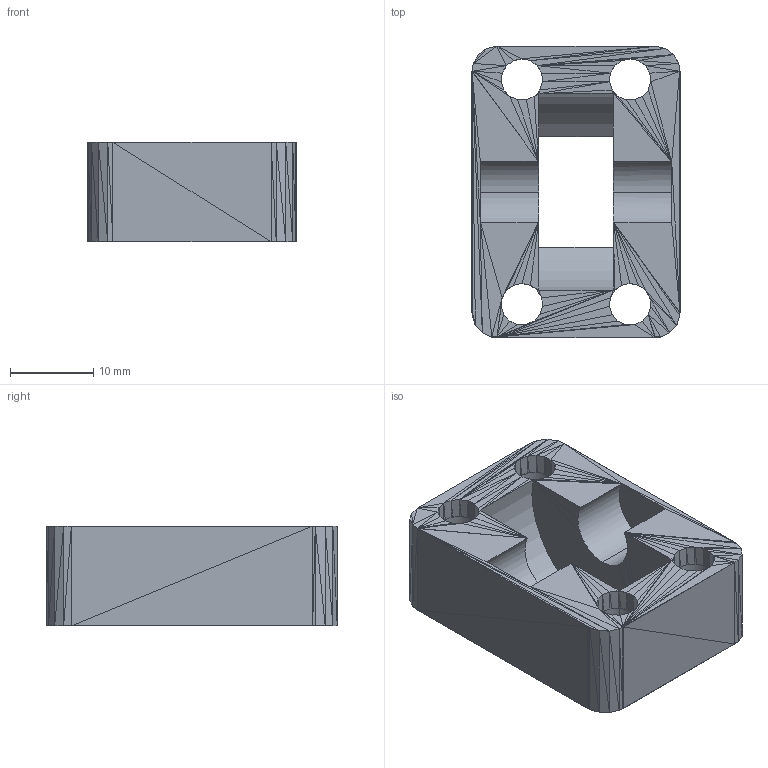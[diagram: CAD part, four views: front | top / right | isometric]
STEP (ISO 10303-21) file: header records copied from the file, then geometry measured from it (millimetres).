
FILE_DESCRIPTION (( 'STEP AP214' ), '1' );
FILE_NAME ('wade-tension-plate.STEP', '2012-06-16T17:27:08', ( '' ), ( '' ), 'SwSTEP 2.0', 'SolidWorks 2011', '' );
FILE_SCHEMA (( 'AUTOMOTIVE_DESIGN' ));
Length unit declared in the file: metre
Products named in the file (1): wade-tension-plate
Bounding box: 25 x 35 x 12 mm (x, y, z)
Volume: 6543.1 mm3; surface area: 4281.9 mm2
Topology: 1 solids, 1 shells, 469 faces, 895 edges, 418 vertices
Faces by surface type: plane 455, cylinder 14
Entity records: 11063 total; most frequent: DIRECTION 1993, CARTESIAN_POINT 1798, ORIENTED_EDGE 1790, EDGE_CURVE 895, VECTOR 727, LINE 727, AXIS2_PLACEMENT_3D 633, ADVANCED_FACE 469
